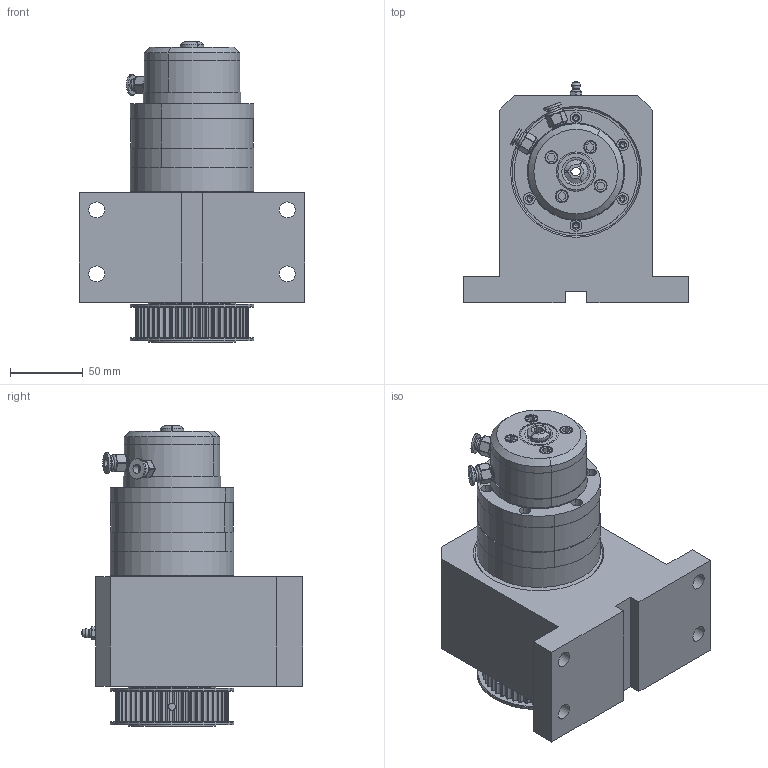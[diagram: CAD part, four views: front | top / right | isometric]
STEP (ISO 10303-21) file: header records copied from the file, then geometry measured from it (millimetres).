
FILE_DESCRIPTION (( 'STEP AP214' ), '1' );
FILE_NAME ('DR-25+JAC-T8+Í²¼Ð.STEP', '2024-03-28T03:50:05', ( '' ), ( '' ), 'SwSTEP 2.0', 'SolidWorks 2023', '' );
FILE_SCHEMA (( 'AUTOMOTIVE_DESIGN' ));
Length unit declared in the file: millimetre
Products named in the file (6): JAC-T8; DR-25+JAC-T8+筒夹; DR-25 5M-50Y-=N40; DR-25; DR-25 法兰（JAC-T8）_示意; T8
Assembly tree (5 placements, depth 2):
  DR-25+JAC-T8+筒夹
    DR-25
    DR-25 法兰（JAC-T8）_示意
    DR-25 5M-50Y-=N40
    JAC-T8
    T8
Bounding box: 155 x 152.5 x 206.7 mm (x, y, z)
Volume: 1665610.7 mm3; surface area: 224066.1 mm2
Topology: 11 solids, 15 shells, 1003 faces, 2560 edges, 1582 vertices
Faces by surface type: cylinder 475, plane 325, bspline 116, cone 53, sphere 25, torus 9
Full cylindrical faces by diameter (mm): 3.3 x6, 4.2 x3, 5 x5, 5.5 x1, 6 x2, 8 x3, 9.5 x2, 11 x4, 26 x1, 40 x2, 42 x2, 60 x3, 66 x1, 67 x1, 74 x2, 75 x1, 85 x3
Entity records: 57870 total; most frequent: CARTESIAN_POINT 27712, DIRECTION 4824, ORIENTED_EDGE 4766, EDGE_CURVE 2383, AXIS2_PLACEMENT_3D 1887, VERTEX_POINT 1555, EDGE_LOOP 1198, FACE_OUTER_BOUND 1056
